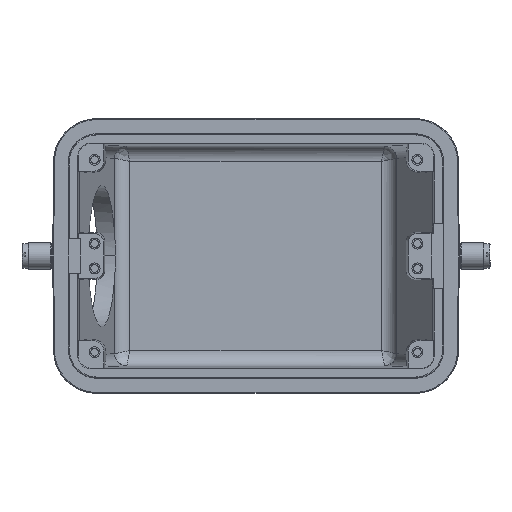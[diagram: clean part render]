
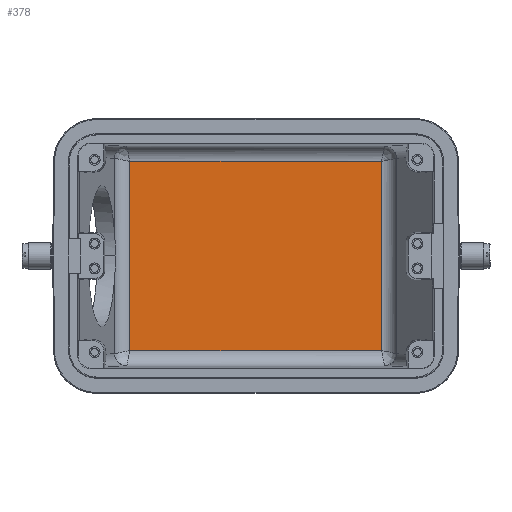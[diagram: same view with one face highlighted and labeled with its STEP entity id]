
A CAD part, front view. The second image highlights one B-rep face of the part: STEP entity #378.
In plain terms, the highlighted planar face has unit normal (0, -1, 0).
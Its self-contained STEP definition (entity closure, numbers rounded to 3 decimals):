
#378=ADVANCED_FACE('NONE',(#1135),#849,.F.);
#849=PLANE('',#8571);
#1135=FACE_OUTER_BOUND('',#1595,.T.);
#1595=EDGE_LOOP('',(#2699,#2700,#2701,#2702));
#2699=ORIENTED_EDGE('',*,*,#5867,.F.);
#2700=ORIENTED_EDGE('',*,*,#5868,.F.);
#2701=ORIENTED_EDGE('',*,*,#5869,.F.);
#2702=ORIENTED_EDGE('',*,*,#5826,.T.);
#5039=VERTEX_POINT('',#11480);
#5041=VERTEX_POINT('',#11483);
#5069=VERTEX_POINT('',#11679);
#5070=VERTEX_POINT('',#11681);
#5826=EDGE_CURVE('NONE',#5041,#5039,#7000,.T.);
#5867=EDGE_CURVE('NONE',#5069,#5039,#7024,.T.);
#5868=EDGE_CURVE('NONE',#5070,#5069,#7025,.T.);
#5869=EDGE_CURVE('NONE',#5041,#5070,#7026,.T.);
#7000=LINE('',#11482,#7797);
#7024=LINE('',#11678,#7821);
#7025=LINE('',#11680,#7822);
#7026=LINE('',#11682,#7823);
#7797=VECTOR('',#9256,1.);
#7821=VECTOR('',#9312,1.);
#7822=VECTOR('',#9313,1.);
#7823=VECTOR('',#9314,1.);
#8571=AXIS2_PLACEMENT_3D('',#11683,#9315,#9316);
#9256=DIRECTION('',(1.,0.,0.));
#9312=DIRECTION('',(0.,0.,-1.));
#9313=DIRECTION('',(1.,0.,0.));
#9314=DIRECTION('',(0.,0.,1.));
#9315=DIRECTION('',(0.,1.,0.));
#9316=DIRECTION('',(0.,0.,1.));
#11480=CARTESIAN_POINT('',(40.433,90.,-30.488));
#11482=CARTESIAN_POINT('',(57.796,90.,-30.488));
#11483=CARTESIAN_POINT('',(-40.687,90.,-30.488));
#11678=CARTESIAN_POINT('',(40.433,90.,-36.3));
#11679=CARTESIAN_POINT('',(40.433,90.,30.488));
#11680=CARTESIAN_POINT('',(44.554,90.,30.488));
#11681=CARTESIAN_POINT('',(-40.687,90.,30.488));
#11682=CARTESIAN_POINT('',(-40.687,90.,-36.3));
#11683=CARTESIAN_POINT('',(44.554,90.,-36.3));
